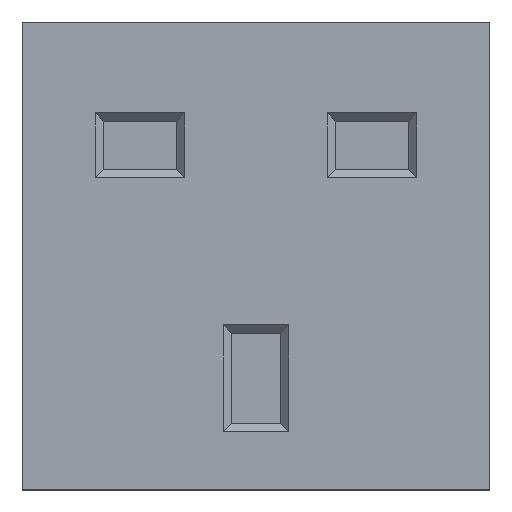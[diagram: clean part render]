
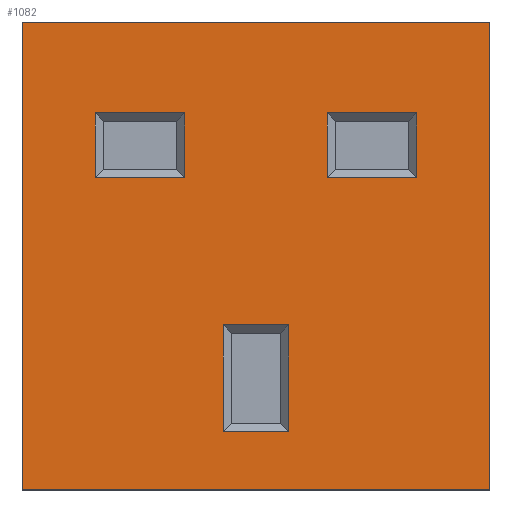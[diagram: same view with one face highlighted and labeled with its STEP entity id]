
A CAD part, top view. The second image highlights one B-rep face of the part: STEP entity #1082.
In plain terms, the highlighted planar face has unit normal (0, 0, 1).
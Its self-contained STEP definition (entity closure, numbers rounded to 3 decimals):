
#1028=AXIS2_PLACEMENT_3D('Plane Axis2P3D',#1025,#1026,#1027) ;
#757=CARTESIAN_POINT('Vertex',(7.,29.9,30.)) ;
#760=CARTESIAN_POINT('Line Origine',(22.4,29.9,30.)) ;
#764=CARTESIAN_POINT('Vertex',(15.6,29.9,30.)) ;
#786=CARTESIAN_POINT('Vertex',(15.6,36.1,30.)) ;
#789=CARTESIAN_POINT('Line Origine',(15.6,22.4,30.)) ;
#806=CARTESIAN_POINT('Line Origine',(22.4,36.1,30.)) ;
#810=CARTESIAN_POINT('Vertex',(7.,36.1,30.)) ;
#829=CARTESIAN_POINT('Line Origine',(7.,22.4,30.)) ;
#849=CARTESIAN_POINT('Vertex',(37.8,29.9,30.)) ;
#852=CARTESIAN_POINT('Line Origine',(37.8,22.4,30.)) ;
#856=CARTESIAN_POINT('Vertex',(37.8,36.1,30.)) ;
#878=CARTESIAN_POINT('Vertex',(29.2,36.1,30.)) ;
#881=CARTESIAN_POINT('Line Origine',(22.4,36.1,30.)) ;
#898=CARTESIAN_POINT('Line Origine',(29.2,22.4,30.)) ;
#902=CARTESIAN_POINT('Vertex',(29.2,29.9,30.)) ;
#921=CARTESIAN_POINT('Line Origine',(22.4,29.9,30.)) ;
#941=CARTESIAN_POINT('Vertex',(25.55,15.8,30.)) ;
#947=CARTESIAN_POINT('Vertex',(25.55,5.6,30.)) ;
#950=CARTESIAN_POINT('Line Origine',(25.55,22.4,30.)) ;
#967=CARTESIAN_POINT('Line Origine',(22.4,15.8,30.)) ;
#971=CARTESIAN_POINT('Vertex',(19.25,15.8,30.)) ;
#993=CARTESIAN_POINT('Vertex',(19.25,5.6,30.)) ;
#996=CARTESIAN_POINT('Line Origine',(19.25,22.4,30.)) ;
#1013=CARTESIAN_POINT('Line Origine',(22.4,5.6,30.)) ;
#1025=CARTESIAN_POINT('Axis2P3D Location',(22.4,22.4,30.)) ;
#1030=CARTESIAN_POINT('Line Origine',(0.,22.4,30.)) ;
#1034=CARTESIAN_POINT('Vertex',(0.,44.8,30.)) ;
#1036=CARTESIAN_POINT('Vertex',(0.,0.,30.)) ;
#1039=CARTESIAN_POINT('Line Origine',(22.4,0.,30.)) ;
#1043=CARTESIAN_POINT('Vertex',(44.8,0.,30.)) ;
#1046=CARTESIAN_POINT('Line Origine',(44.8,22.4,30.)) ;
#1050=CARTESIAN_POINT('Vertex',(44.8,44.8,30.)) ;
#1053=CARTESIAN_POINT('Line Origine',(22.4,44.8,30.)) ;
#761=DIRECTION('Vector Direction',(-1.,0.,0.)) ;
#790=DIRECTION('Vector Direction',(0.,1.,0.)) ;
#807=DIRECTION('Vector Direction',(1.,0.,0.)) ;
#830=DIRECTION('Vector Direction',(0.,-1.,0.)) ;
#853=DIRECTION('Vector Direction',(0.,-1.,0.)) ;
#882=DIRECTION('Vector Direction',(-1.,0.,0.)) ;
#899=DIRECTION('Vector Direction',(0.,1.,0.)) ;
#922=DIRECTION('Vector Direction',(1.,0.,0.)) ;
#951=DIRECTION('Vector Direction',(0.,1.,0.)) ;
#968=DIRECTION('Vector Direction',(1.,0.,0.)) ;
#997=DIRECTION('Vector Direction',(0.,-1.,0.)) ;
#1014=DIRECTION('Vector Direction',(-1.,0.,0.)) ;
#1026=DIRECTION('Axis2P3D Direction',(0.,0.,1.)) ;
#1027=DIRECTION('Axis2P3D XDirection',(1.,0.,0.)) ;
#1031=DIRECTION('Vector Direction',(0.,-1.,0.)) ;
#1040=DIRECTION('Vector Direction',(-1.,0.,0.)) ;
#1047=DIRECTION('Vector Direction',(0.,1.,0.)) ;
#1054=DIRECTION('Vector Direction',(1.,0.,0.)) ;
#762=VECTOR('Line Direction',#761,1.) ;
#791=VECTOR('Line Direction',#790,1.) ;
#808=VECTOR('Line Direction',#807,1.) ;
#831=VECTOR('Line Direction',#830,1.) ;
#854=VECTOR('Line Direction',#853,1.) ;
#883=VECTOR('Line Direction',#882,1.) ;
#900=VECTOR('Line Direction',#899,1.) ;
#923=VECTOR('Line Direction',#922,1.) ;
#952=VECTOR('Line Direction',#951,1.) ;
#969=VECTOR('Line Direction',#968,1.) ;
#998=VECTOR('Line Direction',#997,1.) ;
#1015=VECTOR('Line Direction',#1014,1.) ;
#1032=VECTOR('Line Direction',#1031,1.) ;
#1041=VECTOR('Line Direction',#1040,1.) ;
#1048=VECTOR('Line Direction',#1047,1.) ;
#1055=VECTOR('Line Direction',#1054,1.) ;
#1059=ORIENTED_EDGE('',*,*,#1038,.T.) ;
#1060=ORIENTED_EDGE('',*,*,#1045,.T.) ;
#1061=ORIENTED_EDGE('',*,*,#1052,.T.) ;
#1062=ORIENTED_EDGE('',*,*,#1057,.T.) ;
#1065=ORIENTED_EDGE('',*,*,#1017,.F.) ;
#1066=ORIENTED_EDGE('',*,*,#1000,.F.) ;
#1067=ORIENTED_EDGE('',*,*,#973,.F.) ;
#1068=ORIENTED_EDGE('',*,*,#954,.F.) ;
#1071=ORIENTED_EDGE('',*,*,#925,.F.) ;
#1072=ORIENTED_EDGE('',*,*,#904,.F.) ;
#1073=ORIENTED_EDGE('',*,*,#885,.F.) ;
#1074=ORIENTED_EDGE('',*,*,#858,.F.) ;
#1077=ORIENTED_EDGE('',*,*,#833,.F.) ;
#1078=ORIENTED_EDGE('',*,*,#812,.F.) ;
#1079=ORIENTED_EDGE('',*,*,#793,.F.) ;
#1080=ORIENTED_EDGE('',*,*,#766,.F.) ;
#1069=FACE_BOUND('',#1064,.T.) ;
#1075=FACE_BOUND('',#1070,.T.) ;
#1081=FACE_BOUND('',#1076,.T.) ;
#1082=ADVANCED_FACE('Hauptkoerper',(#1063,#1069,#1075,#1081),#1029,.T.) ;
#766=EDGE_CURVE('',#758,#765,#763,.F.) ;
#793=EDGE_CURVE('',#765,#787,#792,.T.) ;
#812=EDGE_CURVE('',#787,#811,#809,.F.) ;
#833=EDGE_CURVE('',#811,#758,#832,.T.) ;
#858=EDGE_CURVE('',#850,#857,#855,.F.) ;
#885=EDGE_CURVE('',#857,#879,#884,.T.) ;
#904=EDGE_CURVE('',#879,#903,#901,.F.) ;
#925=EDGE_CURVE('',#903,#850,#924,.T.) ;
#954=EDGE_CURVE('',#948,#942,#953,.T.) ;
#973=EDGE_CURVE('',#942,#972,#970,.F.) ;
#1000=EDGE_CURVE('',#972,#994,#999,.T.) ;
#1017=EDGE_CURVE('',#994,#948,#1016,.F.) ;
#1038=EDGE_CURVE('',#1035,#1037,#1033,.T.) ;
#1045=EDGE_CURVE('',#1037,#1044,#1042,.F.) ;
#1052=EDGE_CURVE('',#1044,#1051,#1049,.T.) ;
#1057=EDGE_CURVE('',#1051,#1035,#1056,.F.) ;
#1058=EDGE_LOOP('',(#1059,#1060,#1061,#1062)) ;
#1064=EDGE_LOOP('',(#1065,#1066,#1067,#1068)) ;
#1070=EDGE_LOOP('',(#1071,#1072,#1073,#1074)) ;
#1076=EDGE_LOOP('',(#1077,#1078,#1079,#1080)) ;
#1063=FACE_OUTER_BOUND('',#1058,.T.) ;
#763=LINE('Line',#760,#762) ;
#792=LINE('Line',#789,#791) ;
#809=LINE('Line',#806,#808) ;
#832=LINE('Line',#829,#831) ;
#855=LINE('Line',#852,#854) ;
#884=LINE('Line',#881,#883) ;
#901=LINE('Line',#898,#900) ;
#924=LINE('Line',#921,#923) ;
#953=LINE('Line',#950,#952) ;
#970=LINE('Line',#967,#969) ;
#999=LINE('Line',#996,#998) ;
#1016=LINE('Line',#1013,#1015) ;
#1033=LINE('Line',#1030,#1032) ;
#1042=LINE('Line',#1039,#1041) ;
#1049=LINE('Line',#1046,#1048) ;
#1056=LINE('Line',#1053,#1055) ;
#1029=PLANE('',#1028) ;
#758=VERTEX_POINT('',#757) ;
#765=VERTEX_POINT('',#764) ;
#787=VERTEX_POINT('',#786) ;
#811=VERTEX_POINT('',#810) ;
#850=VERTEX_POINT('',#849) ;
#857=VERTEX_POINT('',#856) ;
#879=VERTEX_POINT('',#878) ;
#903=VERTEX_POINT('',#902) ;
#942=VERTEX_POINT('',#941) ;
#948=VERTEX_POINT('',#947) ;
#972=VERTEX_POINT('',#971) ;
#994=VERTEX_POINT('',#993) ;
#1035=VERTEX_POINT('',#1034) ;
#1037=VERTEX_POINT('',#1036) ;
#1044=VERTEX_POINT('',#1043) ;
#1051=VERTEX_POINT('',#1050) ;
